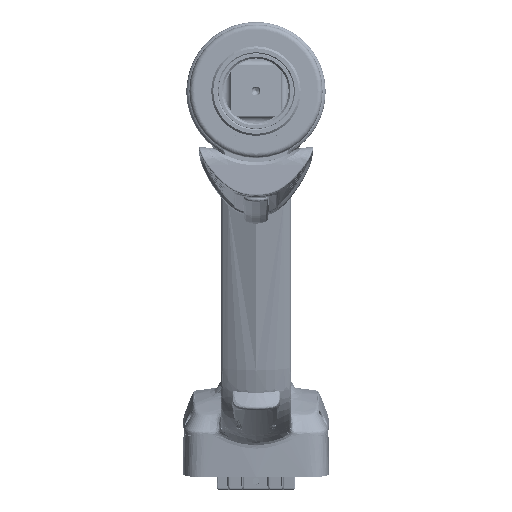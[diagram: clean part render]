
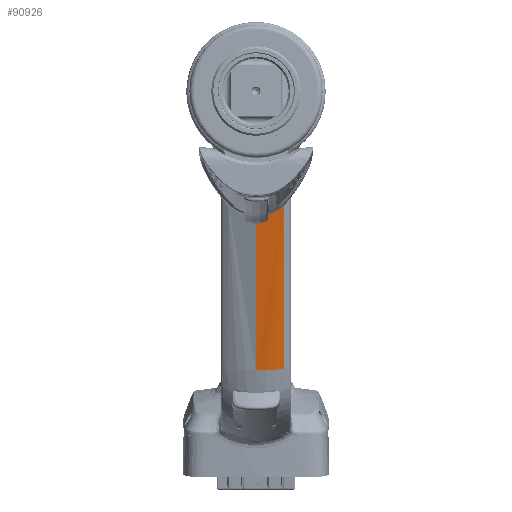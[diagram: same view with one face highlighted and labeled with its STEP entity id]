
A CAD part, top view. The second image highlights one B-rep face of the part: STEP entity #90926.
In plain terms, the highlighted face is a extrusion surface.
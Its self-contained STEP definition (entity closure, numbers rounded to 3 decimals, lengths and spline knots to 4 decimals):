
#5305=CARTESIAN_POINT('',(0.,-5.4,0.497));
#5306=CARTESIAN_POINT('',(0.1897,-5.4,
0.497));
#5307=CARTESIAN_POINT('',(0.3792,-5.389,
0.456));
#5308=CARTESIAN_POINT('',(0.5512,-5.3683,
0.3788));
#5720=CARTESIAN_POINT('',(-0.0001,-1.6913,
0.141));
#5721=DIRECTION('',(0.,0.966,0.259));
#5722=DIRECTION('',(0.,-0.259,0.966));
#5723=AXIS2_PLACEMENT_3D('',#5720,#5721,#5722);
#5725=CARTESIAN_POINT('',(0.4724,-2.0058,
1.3146));
#5726=CARTESIAN_POINT('',(0.4814,-2.005,
1.3112));
#5727=CARTESIAN_POINT('',(0.4981,-2.0059,
1.3041));
#5728=CARTESIAN_POINT('',(0.5215,-2.0155,
1.2912));
#5729=CARTESIAN_POINT('',(0.5385,-2.0312,
1.2791));
#5730=CARTESIAN_POINT('',(0.549,-2.0517,
1.2686));
#5731=CARTESIAN_POINT('',(0.5512,-2.0657,
1.2637));
#5732=CARTESIAN_POINT('',(0.5511,-2.0731,
1.2618));
#5734=DIRECTION('',(0.,-0.966,-0.259));
#5735=VECTOR('',#5734,3.4114);
#5736=CARTESIAN_POINT('',(0.5511,-2.0731,
1.2618));
#5737=LINE('',#5736,#5735);
#5738=DIRECTION('',(0.,0.966,0.259));
#5739=VECTOR('',#5738,3.4901);
#5740=CARTESIAN_POINT('',(0.,-5.4,0.497));
#5741=LINE('',#5740,#5739);
#52309=CARTESIAN_POINT('',(0.,-5.4,0.497));
#75907=VERTEX_POINT('',#52309);
#75916=CARTESIAN_POINT('',(-0.0001,-2.0287,
1.4003));
#75918=VERTEX_POINT('',#75916);
#75919=CARTESIAN_POINT('',(0.4724,-2.0058,
1.3147));
#75920=VERTEX_POINT('',#75919);
#75921=VERTEX_POINT('',#5732);
#75922=CARTESIAN_POINT('',(0.5512,-5.3683,
0.3788));
#75923=VERTEX_POINT('',#75922);
#90905=CARTESIAN_POINT('',(0.5659,-1.9616,
1.2844));
#90906=CARTESIAN_POINT('',(0.561,-1.9622,
1.2867));
#90907=CARTESIAN_POINT('',(0.3846,-1.9837,
1.3671));
#90908=CARTESIAN_POINT('',(0.187,-1.9952,
1.4099));
#90909=CARTESIAN_POINT('',(-0.0054,-1.995,
1.4093));
#90910=CARTESIAN_POINT('',(-0.0082,-1.995,
1.4093));
#90912=DIRECTION('',(0.,-0.966,-0.259));
#90913=VECTOR('',#90912,1.);
#90914=SURFACE_OF_LINEAR_EXTRUSION('',#90911,#90913);
#90916=ORIENTED_EDGE('',*,*,#90915,.T.);
#90918=ORIENTED_EDGE('',*,*,#90917,.T.);
#90920=ORIENTED_EDGE('',*,*,#90919,.T.);
#90921=ORIENTED_EDGE('',*,*,#90554,.F.);
#90923=ORIENTED_EDGE('',*,*,#90922,.T.);
#90924=EDGE_LOOP('',(#90916,#90918,#90920,#90921,#90923));
#90925=FACE_OUTER_BOUND('',#90924,.F.);
#90926=ADVANCED_FACE('',(#90925),#90914,.T.);
#5309=B_SPLINE_CURVE_WITH_KNOTS('',3,(#5305,#5306,#5307,#5308),.UNSPECIFIED.,
.F.,.F.,(4,4),(0.,1.),.UNSPECIFIED.);
#5724=CIRCLE('',#5723,1.3037);
#5733=B_SPLINE_CURVE_WITH_KNOTS('',3,(#5725,#5726,#5727,#5728,#5729,#5730,#5731,
#5732),.UNSPECIFIED.,.F.,.F.,(4,1,1,1,1,4),(0.,0.2,0.4,0.6,0.8,1.),
.UNSPECIFIED.);
#90554=EDGE_CURVE('',#75907,#75923,#5309,.T.);
#90911=B_SPLINE_CURVE_WITH_KNOTS('',3,(#90905,#90906,#90907,#90908,#90909,
#90910),.UNSPECIFIED.,.F.,.F.,(4,1,1,4),(0.,0.0275,
0.9863,1.),.UNSPECIFIED.);
#90915=EDGE_CURVE('',#75918,#75920,#5724,.T.);
#90917=EDGE_CURVE('',#75920,#75921,#5733,.T.);
#90919=EDGE_CURVE('',#75921,#75923,#5737,.T.);
#90922=EDGE_CURVE('',#75907,#75918,#5741,.T.);
